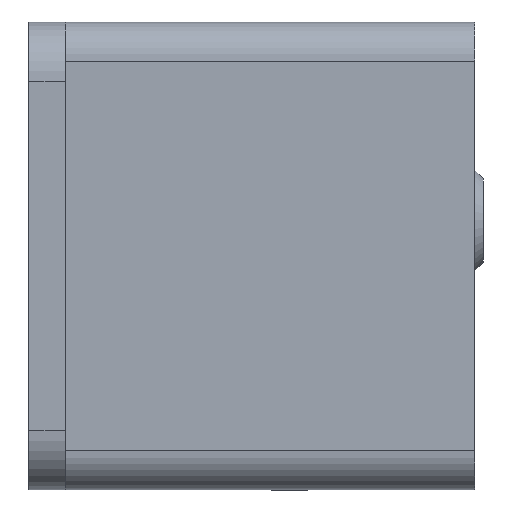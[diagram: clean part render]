
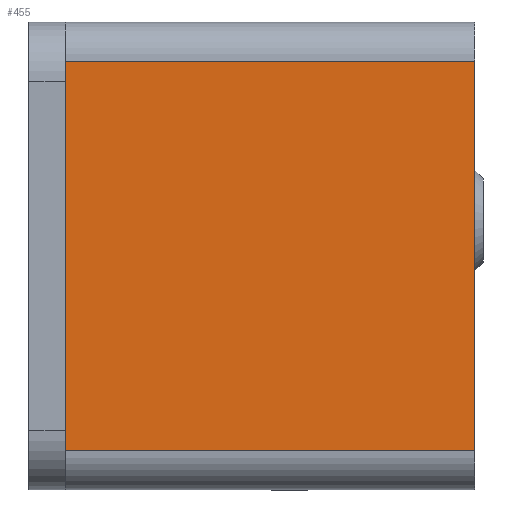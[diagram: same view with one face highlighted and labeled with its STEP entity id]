
A CAD part, left-side view. The second image highlights one B-rep face of the part: STEP entity #455.
In plain terms, the highlighted planar face has unit normal (-1, 0, 0).
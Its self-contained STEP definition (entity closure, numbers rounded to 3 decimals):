
#111 = ORIENTED_EDGE ( 'NONE', *, *, #1378, .T. ) ;
#133 = VECTOR ( 'NONE', #928, 1000. ) ;
#172 = DIRECTION ( 'NONE',  ( 0., 0., 1. ) ) ;
#191 = EDGE_CURVE ( 'NONE', #1124, #769, #1870, .T. ) ;
#207 = DIRECTION ( 'NONE',  ( 0., -1., 0. ) ) ;
#220 = VECTOR ( 'NONE', #2452, 1000. ) ;
#281 = ORIENTED_EDGE ( 'NONE', *, *, #2270, .T. ) ;
#341 = AXIS2_PLACEMENT_3D ( 'NONE', #2022, #2615, #2909 ) ;
#455 = ADVANCED_FACE ( 'NONE', ( #3801 ), #3862, .T. ) ;
#473 = CARTESIAN_POINT ( 'NONE',  ( -28.434, -8.847, -134.99 ) ) ;
#632 = VERTEX_POINT ( 'NONE', #1116 ) ;
#769 = VERTEX_POINT ( 'NONE', #2822 ) ;
#928 = DIRECTION ( 'NONE',  ( 0., 0., -1. ) ) ;
#1107 = CARTESIAN_POINT ( 'NONE',  ( -28.434, -7.4, -138.19 ) ) ;
#1116 = CARTESIAN_POINT ( 'NONE',  ( -28.434, -7.4, -134.99 ) ) ;
#1124 = VERTEX_POINT ( 'NONE', #3879 ) ;
#1285 = CARTESIAN_POINT ( 'NONE',  ( -28.434, 26., -103.2 ) ) ;
#1378 = EDGE_CURVE ( 'NONE', #1923, #1124, #3049, .T. ) ;
#1758 = EDGE_CURVE ( 'NONE', #632, #1923, #3247, .T. ) ;
#1870 = LINE ( 'NONE', #1285, #133 ) ;
#1873 = EDGE_LOOP ( 'NONE', ( #111, #2838, #281, #3465 ) ) ;
#1923 = VERTEX_POINT ( 'NONE', #3667 ) ;
#2022 = CARTESIAN_POINT ( 'NONE',  ( -28.434, 29., -138.19 ) ) ;
#2270 = EDGE_CURVE ( 'NONE', #769, #632, #3490, .T. ) ;
#2282 = VECTOR ( 'NONE', #172, 1000. ) ;
#2452 = DIRECTION ( 'NONE',  ( 0., 1., 0. ) ) ;
#2615 = DIRECTION ( 'NONE',  ( -1., 0., 0. ) ) ;
#2771 = CARTESIAN_POINT ( 'NONE',  ( -28.434, 29., -103.2 ) ) ;
#2822 = CARTESIAN_POINT ( 'NONE',  ( -28.434, 26., -134.99 ) ) ;
#2838 = ORIENTED_EDGE ( 'NONE', *, *, #191, .T. ) ;
#2909 = DIRECTION ( 'NONE',  ( 0., 0., 1. ) ) ;
#3049 = LINE ( 'NONE', #2771, #220 ) ;
#3247 = LINE ( 'NONE', #1107, #2282 ) ;
#3382 = VECTOR ( 'NONE', #207, 1000. ) ;
#3465 = ORIENTED_EDGE ( 'NONE', *, *, #1758, .T. ) ;
#3490 = LINE ( 'NONE', #473, #3382 ) ;
#3667 = CARTESIAN_POINT ( 'NONE',  ( -28.434, -7.4, -103.2 ) ) ;
#3801 = FACE_OUTER_BOUND ( 'NONE', #1873, .T. ) ;
#3862 = PLANE ( 'NONE',  #341 ) ;
#3879 = CARTESIAN_POINT ( 'NONE',  ( -28.434, 26., -103.2 ) ) ;
